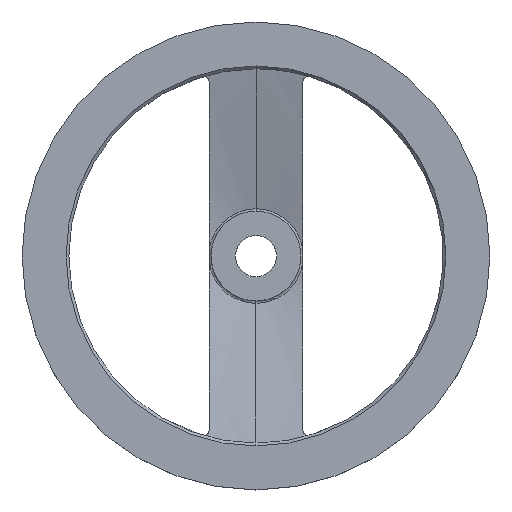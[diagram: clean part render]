
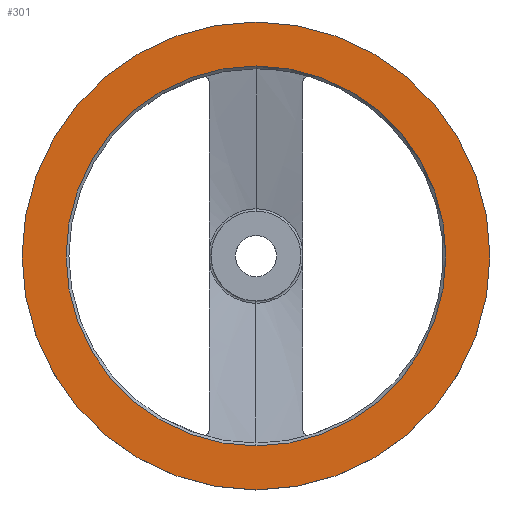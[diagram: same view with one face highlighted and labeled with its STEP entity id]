
A CAD part, top view. The second image highlights one B-rep face of the part: STEP entity #301.
In plain terms, the highlighted planar face has unit normal (0, 0, 1).
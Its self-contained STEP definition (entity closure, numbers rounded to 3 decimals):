
#237=VERTEX_POINT('',#631);
#293=VERTEX_POINT('',#695);
#295=EDGE_CURVE('',#351,#529,#697,.T.);
#299=EDGE_CURVE('',#293,#237,#701,.T.);
#301=ADVANCED_FACE('',(#703,#704),#705,.T.);
#351=VERTEX_POINT('',#765);
#501=EDGE_CURVE('',#529,#351,#929,.T.);
#527=EDGE_CURVE('',#237,#293,#957,.T.);
#529=VERTEX_POINT('',#959);
#631=CARTESIAN_POINT('',(0.,125.0,51.0));
#695=CARTESIAN_POINT('',(0.,-125.0,51.0));
#697=CIRCLE('',#1216,101.5);
#701=CIRCLE('',#1235,125.0);
#703=FACE_BOUND('',#1237,.T.);
#704=FACE_OUTER_BOUND('',#1238,.T.);
#705=PLANE('',#1239);
#765=CARTESIAN_POINT('',(0.,101.5,51.0));
#929=CIRCLE('',#1622,101.5);
#957=CIRCLE('',#1682,125.0);
#959=CARTESIAN_POINT('',(0.,-101.5,51.0));
#1216=AXIS2_PLACEMENT_3D('',#1952,#1953,#1954);
#1235=AXIS2_PLACEMENT_3D('',#1955,#1956,#1957);
#1237=EDGE_LOOP('',(#1959,#1960));
#1238=EDGE_LOOP('',(#1961,#1962));
#1239=AXIS2_PLACEMENT_3D('',#1963,#1964,#1965);
#1622=AXIS2_PLACEMENT_3D('',#2266,#2267,#2268);
#1682=AXIS2_PLACEMENT_3D('',#2293,#2294,#2295);
#1952=CARTESIAN_POINT('',(0.,0.,51.0));
#1953=DIRECTION('',(0.,0.,1.0));
#1954=DIRECTION('',(0.,1.0,0.));
#1955=CARTESIAN_POINT('',(0.,0.,51.0));
#1956=DIRECTION('',(0.,0.,1.0));
#1957=DIRECTION('',(0.,1.0,0.));
#1959=ORIENTED_EDGE('',*,*,#295,.F.);
#1960=ORIENTED_EDGE('',*,*,#501,.F.);
#1961=ORIENTED_EDGE('',*,*,#527,.T.);
#1962=ORIENTED_EDGE('',*,*,#299,.T.);
#1963=CARTESIAN_POINT('',(0.,113.25,51.0));
#1964=DIRECTION('',(0.,0.,1.0));
#1965=DIRECTION('',(0.,1.0,0.0));
#2266=CARTESIAN_POINT('',(0.,0.,51.0));
#2267=DIRECTION('',(0.,0.,1.0));
#2268=DIRECTION('',(0.,1.0,0.));
#2293=CARTESIAN_POINT('',(0.,0.,51.0));
#2294=DIRECTION('',(0.,0.,1.0));
#2295=DIRECTION('',(0.,1.0,0.));
